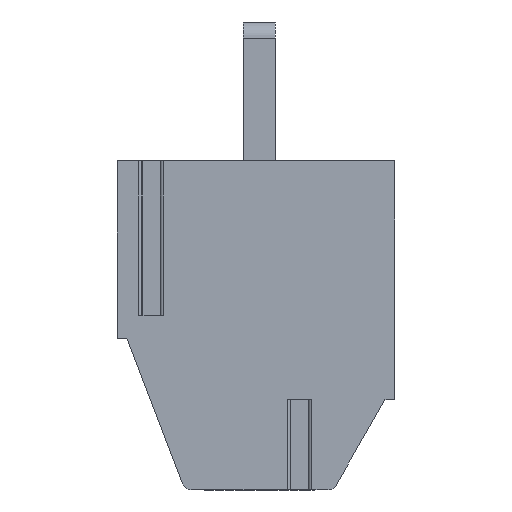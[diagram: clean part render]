
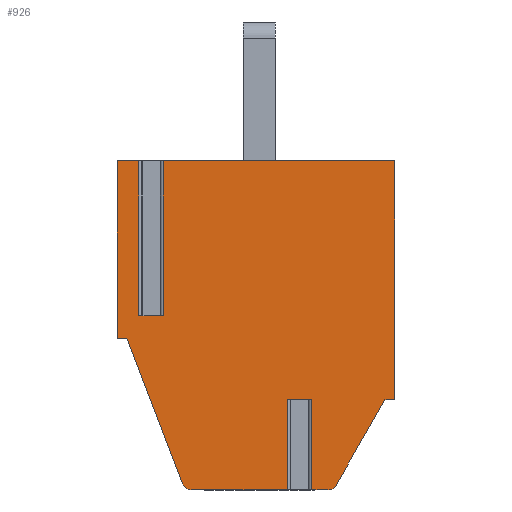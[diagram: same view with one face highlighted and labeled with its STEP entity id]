
A CAD part, front view. The second image highlights one B-rep face of the part: STEP entity #926.
In plain terms, the highlighted planar face has unit normal (0, -1, 0).
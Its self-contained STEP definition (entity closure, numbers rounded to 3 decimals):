
#926 = ADVANCED_FACE( '', ( #2036 ), #2037, .F. );
#2036 = FACE_OUTER_BOUND( '', #3315, .T. );
#2037 = PLANE( '', #3316 );
#3315 = EDGE_LOOP( '', ( #6142, #6143, #6144, #6145, #6146, #6147, #6148, #6149, #6150, #6151, #6152, #6153, #6154, #6155, #6156, #6157, #6158, #6159 ) );
#3316 = AXIS2_PLACEMENT_3D( '', #6160, #6161, #6162 );
#6142 = ORIENTED_EDGE( '', *, *, #8672, .T. );
#6143 = ORIENTED_EDGE( '', *, *, #8403, .F. );
#6144 = ORIENTED_EDGE( '', *, *, #8648, .F. );
#6145 = ORIENTED_EDGE( '', *, *, #8673, .F. );
#6146 = ORIENTED_EDGE( '', *, *, #8674, .F. );
#6147 = ORIENTED_EDGE( '', *, *, #8336, .F. );
#6148 = ORIENTED_EDGE( '', *, *, #8040, .T. );
#6149 = ORIENTED_EDGE( '', *, *, #8555, .F. );
#6150 = ORIENTED_EDGE( '', *, *, #7525, .F. );
#6151 = ORIENTED_EDGE( '', *, *, #8443, .T. );
#6152 = ORIENTED_EDGE( '', *, *, #8675, .F. );
#6153 = ORIENTED_EDGE( '', *, *, #8549, .F. );
#6154 = ORIENTED_EDGE( '', *, *, #8642, .T. );
#6155 = ORIENTED_EDGE( '', *, *, #7599, .F. );
#6156 = ORIENTED_EDGE( '', *, *, #8586, .F. );
#6157 = ORIENTED_EDGE( '', *, *, #8029, .F. );
#6158 = ORIENTED_EDGE( '', *, *, #8646, .F. );
#6159 = ORIENTED_EDGE( '', *, *, #8411, .F. );
#6160 = CARTESIAN_POINT( '', ( 117.922, -58.3, -9.9 ) );
#6161 = DIRECTION( '', ( 0., 1., 0. ) );
#6162 = DIRECTION( '', ( -1., 0., 0. ) );
#7525 = EDGE_CURVE( '', #8986, #8988, #8989, .T. );
#7599 = EDGE_CURVE( '', #9119, #9114, #9121, .T. );
#8029 = EDGE_CURVE( '', #9866, #9789, #9868, .T. );
#8040 = EDGE_CURVE( '', #9881, #9883, #9885, .T. );
#8336 = EDGE_CURVE( '', #9881, #10334, #10336, .T. );
#8403 = EDGE_CURVE( '', #10431, #10433, #10434, .T. );
#8411 = EDGE_CURVE( '', #10443, #10441, #10445, .F. );
#8443 = EDGE_CURVE( '', #8986, #10486, #10488, .T. );
#8549 = EDGE_CURVE( '', #10634, #10636, #10637, .T. );
#8555 = EDGE_CURVE( '', #8988, #9883, #10647, .T. );
#8586 = EDGE_CURVE( '', #9789, #9119, #10689, .T. );
#8642 = EDGE_CURVE( '', #10634, #9114, #10758, .T. );
#8646 = EDGE_CURVE( '', #10441, #9866, #10762, .T. );
#8648 = EDGE_CURVE( '', #10763, #10431, #10765, .T. );
#8672 = EDGE_CURVE( '', #10443, #10433, #10792, .T. );
#8673 = EDGE_CURVE( '', #10793, #10763, #10794, .T. );
#8674 = EDGE_CURVE( '', #10334, #10793, #10795, .T. );
#8675 = EDGE_CURVE( '', #10636, #10486, #10796, .F. );
#8986 = VERTEX_POINT( '', #11150 );
#8988 = VERTEX_POINT( '', #11152 );
#8989 = LINE( '', #11153, #11154 );
#9114 = VERTEX_POINT( '', #11314 );
#9119 = VERTEX_POINT( '', #11321 );
#9121 = LINE( '', #11324, #11325 );
#9789 = VERTEX_POINT( '', #12258 );
#9866 = VERTEX_POINT( '', #12377 );
#9868 = LINE( '', #12380, #12381 );
#9881 = VERTEX_POINT( '', #12396 );
#9883 = VERTEX_POINT( '', #12399 );
#9885 = CIRCLE( '', #12402, 0.3 );
#10334 = VERTEX_POINT( '', #13057 );
#10336 = LINE( '', #13060, #13061 );
#10431 = VERTEX_POINT( '', #13199 );
#10433 = VERTEX_POINT( '', #13201 );
#10434 = LINE( '', #13202, #13203 );
#10441 = VERTEX_POINT( '', #13212 );
#10443 = VERTEX_POINT( '', #13214 );
#10445 = LINE( '', #13216, #13217 );
#10486 = VERTEX_POINT( '', #13269 );
#10488 = LINE( '', #13271, #13272 );
#10634 = VERTEX_POINT( '', #13474 );
#10636 = VERTEX_POINT( '', #13477 );
#10637 = LINE( '', #13478, #13479 );
#10647 = LINE( '', #13491, #13492 );
#10689 = LINE( '', #13551, #13552 );
#10758 = CIRCLE( '', #13652, 0.3 );
#10762 = LINE( '', #13657, #13658 );
#10763 = VERTEX_POINT( '', #13659 );
#10765 = LINE( '', #13662, #13663 );
#10792 = LINE( '', #13699, #13700 );
#10793 = VERTEX_POINT( '', #13701 );
#10794 = LINE( '', #13702, #13703 );
#10795 = LINE( '', #13704, #13705 );
#10796 = LINE( '', #13706, #13707 );
#11150 = CARTESIAN_POINT( '', ( 116.673, -58.3, -7.4 ) );
#11152 = CARTESIAN_POINT( '', ( 116.673, -58.3, -10.2 ) );
#11153 = CARTESIAN_POINT( '', ( 116.673, -58.3, -10.2 ) );
#11154 = VECTOR( '', #14158, 1000. );
#11314 = CARTESIAN_POINT( '', ( 118.182, -58.3, -10.049 ) );
#11321 = CARTESIAN_POINT( '', ( 119.696, -58.3, -7.4 ) );
#11324 = CARTESIAN_POINT( '', ( 118.182, -58.3, -10.049 ) );
#11325 = VECTOR( '', #14266, 1000. );
#12258 = CARTESIAN_POINT( '', ( 120., -58.3, -7.4 ) );
#12377 = CARTESIAN_POINT( '', ( 120., -58.3, 0. ) );
#12380 = CARTESIAN_POINT( '', ( 120., -58.3, -0.7 ) );
#12381 = VECTOR( '', #14716, 1000. );
#12396 = CARTESIAN_POINT( '', ( 113.422, -58.3, -10.007 ) );
#12399 = CARTESIAN_POINT( '', ( 113.702, -58.3, -10.2 ) );
#12402 = AXIS2_PLACEMENT_3D( '', #14733, #14734, #14735 );
#13057 = CARTESIAN_POINT( '', ( 111.7, -58.3, -5.5 ) );
#13060 = CARTESIAN_POINT( '', ( 111.7, -58.3, -5.5 ) );
#13061 = VECTOR( '', #15015, 1000. );
#13199 = CARTESIAN_POINT( '', ( 112.073, -58.3, 0. ) );
#13201 = CARTESIAN_POINT( '', ( 112.073, -58.3, -4.8 ) );
#13202 = CARTESIAN_POINT( '', ( 112.073, -58.3, -4.8 ) );
#13203 = VECTOR( '', #15080, 1000. );
#13212 = CARTESIAN_POINT( '', ( 112.827, -58.3, 0. ) );
#13214 = CARTESIAN_POINT( '', ( 112.827, -58.3, -4.8 ) );
#13216 = CARTESIAN_POINT( '', ( 112.827, -58.3, 0. ) );
#13217 = VECTOR( '', #15092, 1000. );
#13269 = CARTESIAN_POINT( '', ( 117.427, -58.3, -7.4 ) );
#13271 = CARTESIAN_POINT( '', ( 122.472, -58.3, -7.4 ) );
#13272 = VECTOR( '', #15137, 1000. );
#13474 = CARTESIAN_POINT( '', ( 117.922, -58.3, -10.2 ) );
#13477 = CARTESIAN_POINT( '', ( 117.427, -58.3, -10.2 ) );
#13478 = CARTESIAN_POINT( '', ( 113.702, -58.3, -10.2 ) );
#13479 = VECTOR( '', #15249, 1000. );
#13491 = CARTESIAN_POINT( '', ( 113.702, -58.3, -10.2 ) );
#13492 = VECTOR( '', #15261, 1000. );
#13551 = CARTESIAN_POINT( '', ( 119.696, -58.3, -7.4 ) );
#13552 = VECTOR( '', #15294, 1000. );
#13652 = AXIS2_PLACEMENT_3D( '', #15344, #15345, #15346 );
#13657 = CARTESIAN_POINT( '', ( 120., -58.3, 0. ) );
#13658 = VECTOR( '', #15348, 1000. );
#13659 = CARTESIAN_POINT( '', ( 111.4, -58.3, 0. ) );
#13662 = CARTESIAN_POINT( '', ( 120., -58.3, 0. ) );
#13663 = VECTOR( '', #15350, 1000. );
#13699 = CARTESIAN_POINT( '', ( 112.246, -58.3, -4.8 ) );
#13700 = VECTOR( '', #15372, 1000. );
#13701 = CARTESIAN_POINT( '', ( 111.4, -58.3, -5.5 ) );
#13702 = CARTESIAN_POINT( '', ( 111.4, -58.3, 0. ) );
#13703 = VECTOR( '', #15373, 1000. );
#13704 = CARTESIAN_POINT( '', ( 111.4, -58.3, -5.5 ) );
#13705 = VECTOR( '', #15374, 1000. );
#13706 = CARTESIAN_POINT( '', ( 117.427, -58.3, -5.4 ) );
#13707 = VECTOR( '', #15375, 1000. );
#14158 = DIRECTION( '', ( 0., 0., -1. ) );
#14266 = DIRECTION( '', ( -0.496, 0., -0.868 ) );
#14716 = DIRECTION( '', ( 0., 0., -1. ) );
#14733 = CARTESIAN_POINT( '', ( 113.702, -58.3, -9.9 ) );
#14734 = DIRECTION( '', ( 0., -1., 0. ) );
#14735 = DIRECTION( '', ( 1., 0., 0. ) );
#15015 = DIRECTION( '', ( -0.357, 0., 0.934 ) );
#15080 = DIRECTION( '', ( 0., 0., -1. ) );
#15092 = DIRECTION( '', ( 0., 0., -1. ) );
#15137 = DIRECTION( '', ( 1., 0., 0. ) );
#15249 = DIRECTION( '', ( -1., 0., 0. ) );
#15261 = DIRECTION( '', ( -1., 0., 0. ) );
#15294 = DIRECTION( '', ( -1., 0., 0. ) );
#15344 = CARTESIAN_POINT( '', ( 117.922, -58.3, -9.9 ) );
#15345 = DIRECTION( '', ( 0., -1., 0. ) );
#15346 = DIRECTION( '', ( 1., 0., 0. ) );
#15348 = DIRECTION( '', ( 1., 0., 0. ) );
#15350 = DIRECTION( '', ( 1., 0., 0. ) );
#15372 = DIRECTION( '', ( -1., 0., 0. ) );
#15373 = DIRECTION( '', ( 0., 0., 1. ) );
#15374 = DIRECTION( '', ( -1., 0., 0. ) );
#15375 = DIRECTION( '', ( 0., 0., -1. ) );
